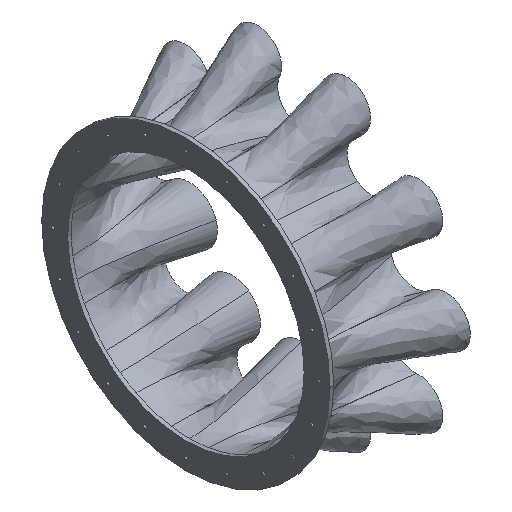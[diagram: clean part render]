
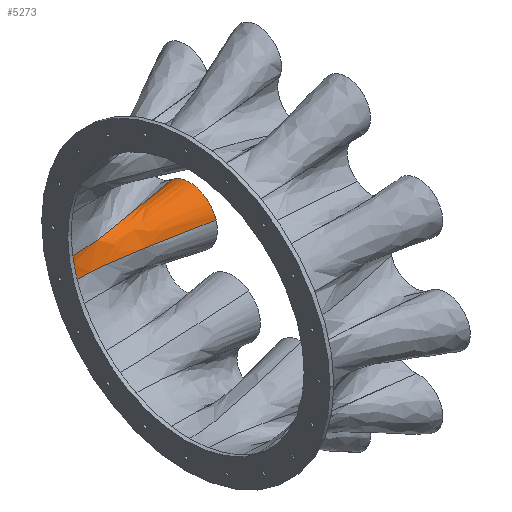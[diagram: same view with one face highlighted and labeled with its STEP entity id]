
A CAD part, isometric view. The second image highlights one B-rep face of the part: STEP entity #5273.
In plain terms, the highlighted free-form (B-spline) face has degree [3, 3] with [19, 4] control points.
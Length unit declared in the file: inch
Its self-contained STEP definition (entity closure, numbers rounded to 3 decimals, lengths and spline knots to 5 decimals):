
#394=CARTESIAN_POINT('',(903.,0.,0.));
#395=DIRECTION('',(-1.,0.,0.));
#396=DIRECTION('',(0.,0.988,-0.156));
#397=AXIS2_PLACEMENT_3D('',#394,#395,#396);
#399=CARTESIAN_POINT('',(1053.,114.73372,-37.27925));
#400=CARTESIAN_POINT('',(1003.,126.56544,-41.12361));
#401=CARTESIAN_POINT('',(954.52445,150.22889,-48.81232));
#402=CARTESIAN_POINT('',(903.,150.22889,-48.81232));
#404=CARTESIAN_POINT('',(903.,156.01525,-24.71039));
#405=CARTESIAN_POINT('',(953.40466,156.01525,-24.71039));
#406=CARTESIAN_POINT('',(1003.,168.47008,-21.99058));
#407=CARTESIAN_POINT('',(1053.,174.6975,-20.63067));
#1781=CARTESIAN_POINT('',(1053.,174.6975,-20.63067));
#1782=CARTESIAN_POINT('',(1053.,173.58643,-19.66599));
#1783=CARTESIAN_POINT('',(1053.,171.23833,-17.85808));
#1784=CARTESIAN_POINT('',(1053.,167.38183,-15.5639));
#1785=CARTESIAN_POINT('',(1053.,163.24289,-13.73493));
#1786=CARTESIAN_POINT('',(1053.,158.88084,-12.41141));
#1787=CARTESIAN_POINT('',(1053.,154.36126,-11.62512));
#1788=CARTESIAN_POINT('',(1053.,149.7547,-11.3983));
#1789=CARTESIAN_POINT('',(1053.,145.13506,-11.7429));
#1790=CARTESIAN_POINT('',(1053.,140.57798,-12.65998));
#1791=CARTESIAN_POINT('',(1053.,136.15904,-14.13956));
#1792=CARTESIAN_POINT('',(1053.,131.952,-16.16064));
#1793=CARTESIAN_POINT('',(1053.,128.02705,-18.6916));
#1794=CARTESIAN_POINT('',(1053.,124.44911,-21.6909));
#1795=CARTESIAN_POINT('',(1053.,121.27634,-25.10803));
#1796=CARTESIAN_POINT('',(1053.,118.55877,-28.88472));
#1797=CARTESIAN_POINT('',(1053.,116.33725,-32.95639));
#1798=CARTESIAN_POINT('',(1053.,115.20745,-35.82126));
#1799=CARTESIAN_POINT('',(1053.,114.73372,-37.27925));
#1841=CARTESIAN_POINT('',(1053.,174.6975,-20.63067));
#4462=VERTEX_POINT('',#1841);
#4469=CARTESIAN_POINT('',(903.,156.01525,-24.71039));
#4470=VERTEX_POINT('',#4469);
#4601=CARTESIAN_POINT('',(903.,150.22889,-48.81232));
#4603=VERTEX_POINT('',#4601);
#4610=VERTEX_POINT('',#399);
#5188=CARTESIAN_POINT('',(901.4861,156.05773,-24.4646));
#5189=CARTESIAN_POINT('',(952.93094,155.79513,-24.51104));
#5190=CARTESIAN_POINT('',(1003.49188,169.01514,-22.17335));
#5191=CARTESIAN_POINT('',(1054.5013,175.39404,-21.04531));
#5192=CARTESIAN_POINT('',(901.48721,155.96106,-25.07936));
#5193=CARTESIAN_POINT('',(952.89377,155.71441,-25.14978));
#5194=CARTESIAN_POINT('',(1003.49262,168.13167,-21.60463));
#5195=CARTESIAN_POINT('',(1054.50129,174.12352,-19.89408));
#5196=CARTESIAN_POINT('',(901.48867,155.77541,-26.21575));
#5197=CARTESIAN_POINT('',(952.84466,155.56063,-26.32876));
#5198=CARTESIAN_POINT('',(1003.49359,166.37335,-20.63915));
#5199=CARTESIAN_POINT('',(1054.50128,171.59069,-17.89374));
#5200=CARTESIAN_POINT('',(901.48929,155.48814,-27.86114));
#5201=CARTESIAN_POINT('',(952.82361,155.32502,-28.0298));
#5202=CARTESIAN_POINT('',(1003.49401,163.53711,-19.53905));
#5203=CARTESIAN_POINT('',(1054.50127,167.49968,-15.44205));
#5204=CARTESIAN_POINT('',(901.48867,155.20131,-29.41183));
#5205=CARTESIAN_POINT('',(952.8444,155.09102,-29.62684));
#5206=CARTESIAN_POINT('',(1003.49359,160.64341,-18.80258));
#5207=CARTESIAN_POINT('',(1054.50128,163.32258,-13.57959));
#5208=CARTESIAN_POINT('',(901.487,154.90094,-30.9498));
#5209=CARTESIAN_POINT('',(952.90084,154.84636,-31.20406));
#5210=CARTESIAN_POINT('',(1003.49248,157.59431,-18.40405));
#5211=CARTESIAN_POINT('',(1054.5013,158.92027,-12.22772));
#5212=CARTESIAN_POINT('',(901.48444,154.58708,-32.47639));
#5213=CARTESIAN_POINT('',(952.98702,154.59018,-32.76237));
#5214=CARTESIAN_POINT('',(1003.49077,154.43426,-18.36541));
#5215=CARTESIAN_POINT('',(1054.50132,154.35902,-11.41851));
#5216=CARTESIAN_POINT('',(901.48118,154.25974,-33.99269));
#5217=CARTESIAN_POINT('',(953.09647,154.32153,-34.30257));
#5218=CARTESIAN_POINT('',(1003.4886,151.21098,-18.70207));
#5219=CARTESIAN_POINT('',(1054.50135,149.71006,-11.17442));
#5220=CARTESIAN_POINT('',(901.47744,153.91893,-35.49978));
#5221=CARTESIAN_POINT('',(953.22237,154.0394,-35.8256));
#5222=CARTESIAN_POINT('',(1003.4861,147.9745,-19.42245));
#5223=CARTESIAN_POINT('',(1054.50139,145.04802,-11.5075));
#5224=CARTESIAN_POINT('',(901.47342,153.56461,-36.99857));
#5225=CARTESIAN_POINT('',(953.35777,153.74272,-37.33237));
#5226=CARTESIAN_POINT('',(1003.48342,144.77598,-20.52757));
#5227=CARTESIAN_POINT('',(1054.50143,140.4493,-12.41881));
#5228=CARTESIAN_POINT('',(901.46931,153.19674,-38.48997));
#5229=CARTESIAN_POINT('',(953.49587,153.43041,-38.82394));
#5230=CARTESIAN_POINT('',(1003.48069,141.66657,-22.01097));
#5231=CARTESIAN_POINT('',(1054.50147,135.99022,-13.89828));
#5232=CARTESIAN_POINT('',(901.46532,152.81519,-39.97489));
#5233=CARTESIAN_POINT('',(953.63014,153.10133,-40.30151));
#5234=CARTESIAN_POINT('',(1003.47802,138.69615,-23.85873));
#5235=CARTESIAN_POINT('',(1054.50151,131.74528,-15.92467));
#5236=CARTESIAN_POINT('',(901.46162,152.41986,-41.45424));
#5237=CARTESIAN_POINT('',(953.7546,152.7544,-41.76643));
#5238=CARTESIAN_POINT('',(1003.47556,135.91217,-26.04975));
#5239=CARTESIAN_POINT('',(1054.50155,127.78535,-18.46605));
#5240=CARTESIAN_POINT('',(901.45837,152.01048,-42.92904));
#5241=CARTESIAN_POINT('',(953.86397,152.38848,-43.22032));
#5242=CARTESIAN_POINT('',(1003.47339,133.35849,-28.55625));
#5243=CARTESIAN_POINT('',(1054.50158,124.17602,-21.48046));
#5244=CARTESIAN_POINT('',(901.45571,151.5868,-44.40034));
#5245=CARTESIAN_POINT('',(953.95375,152.0025,-44.66494));
#5246=CARTESIAN_POINT('',(1003.47161,131.07437,-31.34438));
#5247=CARTESIAN_POINT('',(1054.50161,120.976,-24.91687));
#5248=CARTESIAN_POINT('',(901.45372,151.14842,-45.86941));
#5249=CARTESIAN_POINT('',(954.02043,151.59539,-46.10236));
#5250=CARTESIAN_POINT('',(1003.47029,129.09359,-34.37515));
#5251=CARTESIAN_POINT('',(1054.50163,118.23585,-28.71642));
#5252=CARTESIAN_POINT('',(901.45244,150.67052,-47.41642));
#5253=CARTESIAN_POINT('',(954.06359,151.14302,-47.61177));
#5254=CARTESIAN_POINT('',(1003.46944,127.35545,-37.77747));
#5255=CARTESIAN_POINT('',(1054.50164,115.87745,-33.03233));
#5256=CARTESIAN_POINT('',(901.45219,150.33139,-48.47494));
#5257=CARTESIAN_POINT('',(954.07209,150.81556,-48.64218));
#5258=CARTESIAN_POINT('',(1003.46927,126.44091,-40.22264));
#5259=CARTESIAN_POINT('',(1054.50164,114.67919,-36.15958));
#5260=CARTESIAN_POINT('',(901.45224,150.14482,-49.04612));
#5261=CARTESIAN_POINT('',(954.07026,150.6335,-49.19789));
#5262=CARTESIAN_POINT('',(1003.4693,126.03138,-41.55753));
#5263=CARTESIAN_POINT('',(1054.50164,114.16038,-37.87107));
#5264=B_SPLINE_SURFACE_WITH_KNOTS('',3,3,((#5188,#5189,#5190,#5191),(#5192,
#5193,#5194,#5195),(#5196,#5197,#5198,#5199),(#5200,#5201,#5202,#5203),(#5204,
#5205,#5206,#5207),(#5208,#5209,#5210,#5211),(#5212,#5213,#5214,#5215),(#5216,
#5217,#5218,#5219),(#5220,#5221,#5222,#5223),(#5224,#5225,#5226,#5227),(#5228,
#5229,#5230,#5231),(#5232,#5233,#5234,#5235),(#5236,#5237,#5238,#5239),(#5240,
#5241,#5242,#5243),(#5244,#5245,#5246,#5247),(#5248,#5249,#5250,#5251),(#5252,
#5253,#5254,#5255),(#5256,#5257,#5258,#5259),(#5260,#5261,#5262,#5263)),
.UNSPECIFIED.,.F.,.F.,.F.,(4,1,1,1,1,1,1,1,1,1,1,1,1,1,1,1,4),(4,4),(
-0.00959,0.0625,0.125,0.1875,0.25,0.3125,0.375,0.4375,
0.5,0.5625,0.625,0.6875,0.75,0.8125,0.875,0.9375,
1.01),(-1.52792,154.21034),.UNSPECIFIED.);
#5265=ORIENTED_EDGE('',*,*,#5179,.T.);
#5266=ORIENTED_EDGE('',*,*,#5096,.F.);
#5268=ORIENTED_EDGE('',*,*,#5267,.T.);
#5270=ORIENTED_EDGE('',*,*,#5269,.T.);
#5271=EDGE_LOOP('',(#5265,#5266,#5268,#5270));
#5272=FACE_OUTER_BOUND('',#5271,.F.);
#5273=ADVANCED_FACE('',(#5272),#5264,.T.);
#398=CIRCLE('',#397,157.96);
#403=B_SPLINE_CURVE_WITH_KNOTS('',3,(#399,#400,#401,#402),.UNSPECIFIED.,.F.,.F.,
(4,4),(0.,1.),.UNSPECIFIED.);
#408=B_SPLINE_CURVE_WITH_KNOTS('',3,(#404,#405,#406,#407),.UNSPECIFIED.,.F.,.F.,
(4,4),(0.,1.),.UNSPECIFIED.);
#1800=B_SPLINE_CURVE_WITH_KNOTS('',3,(#1781,#1782,#1783,#1784,#1785,#1786,#1787,
#1788,#1789,#1790,#1791,#1792,#1793,#1794,#1795,#1796,#1797,#1798,#1799),
.UNSPECIFIED.,.F.,.F.,(4,1,1,1,1,1,1,1,1,1,1,1,1,1,1,1,4),(0.,0.0625,0.125,
0.1875,0.25,0.3125,0.375,0.4375,0.5,0.5625,0.625,0.6875,
0.75,0.8125,0.875,0.9375,1.),.UNSPECIFIED.);
#5096=EDGE_CURVE('',#4470,#4603,#398,.T.);
#5179=EDGE_CURVE('',#4610,#4603,#403,.T.);
#5267=EDGE_CURVE('',#4470,#4462,#408,.T.);
#5269=EDGE_CURVE('',#4462,#4610,#1800,.T.);
